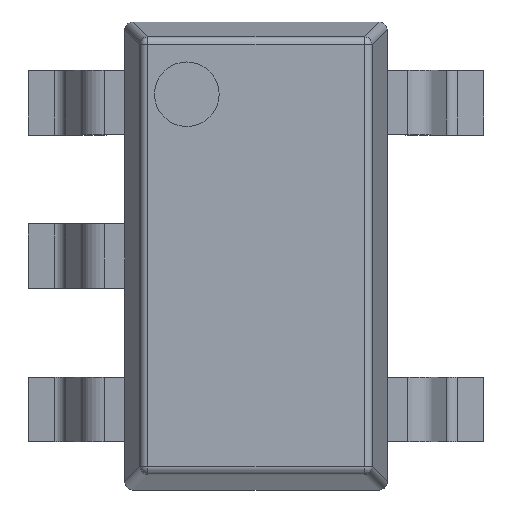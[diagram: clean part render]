
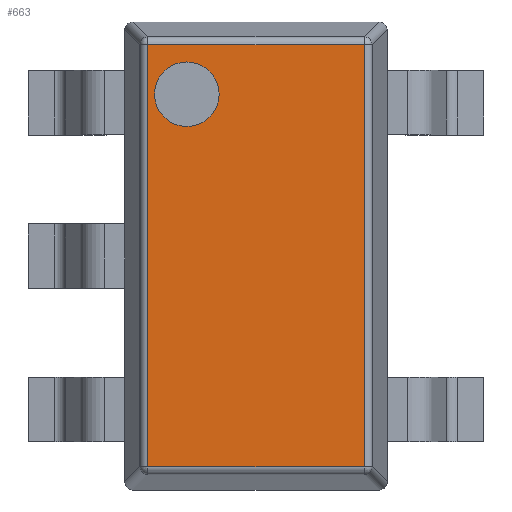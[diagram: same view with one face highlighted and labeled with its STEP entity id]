
A CAD part, top view. The second image highlights one B-rep face of the part: STEP entity #663.
In plain terms, the highlighted planar face has unit normal (0, 0, 1).
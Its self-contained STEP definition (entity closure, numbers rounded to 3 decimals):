
#663=ADVANCED_FACE('',(#1254),#1256,.T.);
#1254=FACE_BOUND('',#1255,.T.);
#1255=EDGE_LOOP('',(#1682,#1683,#1684,#1685));
#1256=PLANE('',#1257);
#1257=AXIS2_PLACEMENT_3D('',#1258,#1259,#1260);
#1258=CARTESIAN_POINT('',(0.,0.,1.3));
#1259=DIRECTION('',(0.,0.,1.));
#1260=DIRECTION('',(1.,0.,0.));
#1682=ORIENTED_EDGE('',*,*,#1914,.F.);
#1683=ORIENTED_EDGE('',*,*,#1919,.F.);
#1684=ORIENTED_EDGE('',*,*,#1959,.F.);
#1685=ORIENTED_EDGE('',*,*,#1957,.F.);
#1914=EDGE_CURVE('',#2061,#2109,#2117,.T.);
#1919=EDGE_CURVE('',#2118,#2061,#2125,.T.);
#1957=EDGE_CURVE('',#2109,#2147,#2183,.T.);
#1959=EDGE_CURVE('',#2147,#2118,#2185,.T.);
#2061=VERTEX_POINT('',#2358);
#2109=VERTEX_POINT('',#2476);
#2117=LINE('',#2499,#2500);
#2118=VERTEX_POINT('',#2502);
#2125=LINE('',#2520,#2521);
#2147=VERTEX_POINT('',#2578);
#2183=LINE('',#2672,#2673);
#2185=LINE('',#2678,#2679);
#2358=CARTESIAN_POINT('',(-0.67,-1.308,1.3));
#2476=CARTESIAN_POINT('',(-0.67,1.308,1.3));
#2499=CARTESIAN_POINT('',(-0.67,-1.308,1.3));
#2500=VECTOR('',#2501,1.);
#2501=DIRECTION('',(0.,1.,0.));
#2502=CARTESIAN_POINT('',(0.67,-1.308,1.3));
#2520=CARTESIAN_POINT('',(0.67,-1.308,1.3));
#2521=VECTOR('',#2522,1.);
#2522=DIRECTION('',(-1.,0.,0.));
#2578=CARTESIAN_POINT('',(0.67,1.308,1.3));
#2672=CARTESIAN_POINT('',(-0.67,1.308,1.3));
#2673=VECTOR('',#2674,1.);
#2674=DIRECTION('',(1.,0.,0.));
#2678=CARTESIAN_POINT('',(0.67,1.308,1.3));
#2679=VECTOR('',#2680,1.);
#2680=DIRECTION('',(0.,-1.,0.));
